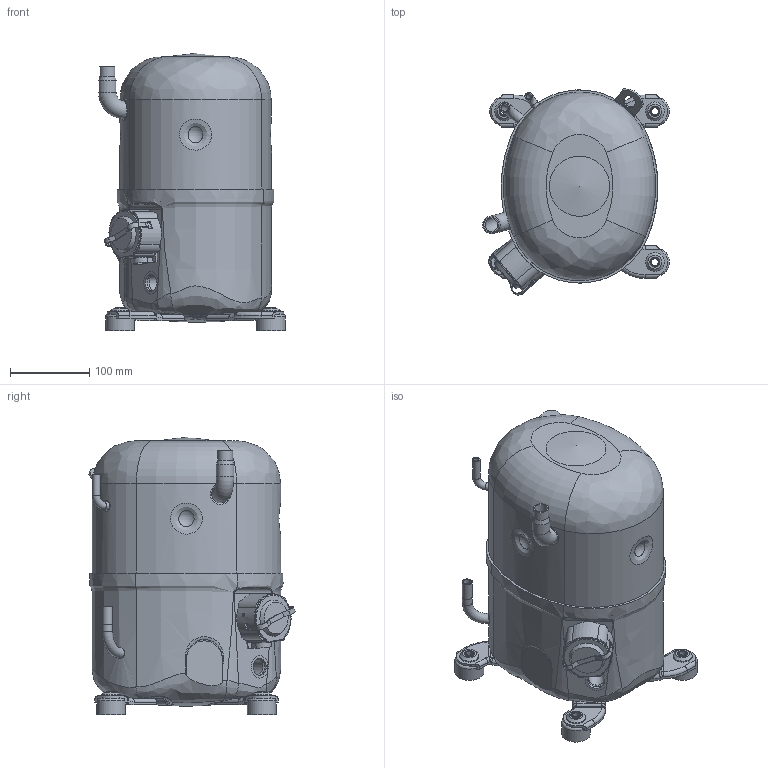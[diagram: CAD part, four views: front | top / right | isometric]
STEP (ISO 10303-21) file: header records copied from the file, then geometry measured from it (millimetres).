
FILE_DESCRIPTION(/* description */ (''),/* implementation_level */ '2;1');
FILE_NAME(/* name */ 'DCFH229_e-m.stp',/* time_stamp */ '2016-09-06T17:04:00+02:00',/* author */ (''),/* organization */ (''),/* preprocessor_version */ 'ST-DEVELOPER v14',/* originating_system */ 'SIEMENS PLM Software NX 8.0',/* authorisation */ '');
FILE_SCHEMA (('CONFIG_CONTROL_DESIGN'));
Length unit declared in the file: millimetre
Products named in the file (1): DCFH229_e-m
Bounding box: 235.9 x 260.28 x 350.38 mm (x, y, z)
Volume: 989992.6 mm3; surface area: 710890.4 mm2
Topology: 34 solids, 34 shells, 854 faces, 2077 edges, 1319 vertices
Faces by surface type: plane 281, cylinder 269, bspline 162, torus 86, sphere 39, cone 17
Full cylindrical faces by diameter (mm): 1.7 x3, 3.17 x9, 3.47 x3, 3.7 x1, 6.1 x6, 6.45 x2, 8 x2, 8.8 x4, 9 x3, 9.55 x2, 9.6 x4, 9.8 x1, 11 x8, 12.65 x2, 12.7 x2, 12.8 x4, 12.95 x1, 14 x1, 15.95 x1, 19 x8, 19.2 x1, 19.26 x2, 20 x1, 21.9 x1, 22.2 x1, 22.33 x1, 22.45 x1, 23 x1, 23.8 x4, 25.35 x1
Entity records: 41508 total; most frequent: CARTESIAN_POINT 23510, ORIENTED_EDGE 3588, DIRECTION 3539, EDGE_CURVE 1794, AXIS2_PLACEMENT_3D 1463, VERTEX_POINT 1218, EDGE_LOOP 1140, ADVANCED_FACE 854
